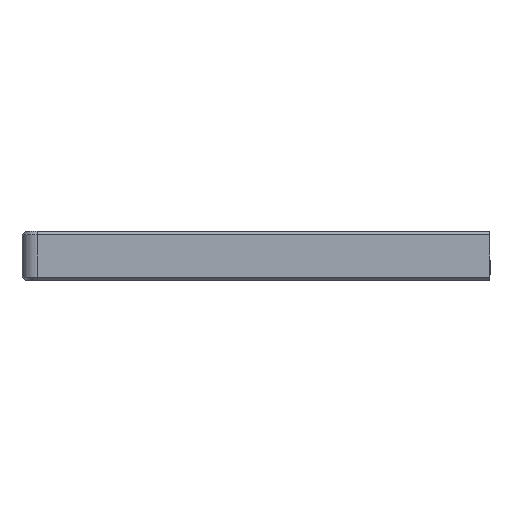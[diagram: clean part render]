
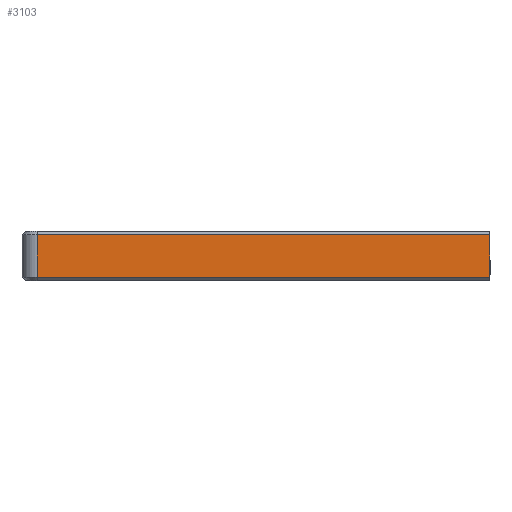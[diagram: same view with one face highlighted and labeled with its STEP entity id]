
A CAD part, front view. The second image highlights one B-rep face of the part: STEP entity #3103.
In plain terms, the highlighted planar face has unit normal (0, -1, 0).
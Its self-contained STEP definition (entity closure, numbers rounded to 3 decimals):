
#877 = CYLINDRICAL_SURFACE('',#878,4.);
#878 = AXIS2_PLACEMENT_3D('',#879,#880,#881);
#879 = CARTESIAN_POINT('',(-118.,-23.,0.));
#880 = DIRECTION('',(0.,0.,1.));
#881 = DIRECTION('',(-1.,0.,0.));
#984 = PLANE('',#985);
#985 = AXIS2_PLACEMENT_3D('',#986,#987,#988);
#986 = CARTESIAN_POINT('',(-118.,-26.5,0.5));
#987 = DIRECTION('',(0.,-0.707,-0.707));
#988 = DIRECTION('',(1.,0.,0.));
#1012 = PLANE('',#1013);
#1013 = AXIS2_PLACEMENT_3D('',#1014,#1015,#1016);
#1014 = CARTESIAN_POINT('',(0.,-27.,0.));
#1015 = DIRECTION('',(-1.,0.,0.));
#1016 = DIRECTION('',(0.,1.,0.));
#1771 = VERTEX_POINT('',#1772);
#1772 = CARTESIAN_POINT('',(-118.,-27.,1.));
#1794 = EDGE_CURVE('',#1771,#1795,#1797,.T.);
#1795 = VERTEX_POINT('',#1796);
#1796 = CARTESIAN_POINT('',(-118.,-27.,12.));
#1797 = SURFACE_CURVE('',#1798,(#1802,#1809),.PCURVE_S1.);
#1798 = LINE('',#1799,#1800);
#1799 = CARTESIAN_POINT('',(-118.,-27.,0.));
#1800 = VECTOR('',#1801,1.);
#1801 = DIRECTION('',(0.,0.,1.));
#1802 = PCURVE('',#877,#1803);
#1803 = DEFINITIONAL_REPRESENTATION('',(#1804),#1808);
#1804 = LINE('',#1805,#1806);
#1805 = CARTESIAN_POINT('',(1.571,0.));
#1806 = VECTOR('',#1807,1.);
#1807 = DIRECTION('',(0.,1.));
#1808 = ( GEOMETRIC_REPRESENTATION_CONTEXT(2) 
PARAMETRIC_REPRESENTATION_CONTEXT() REPRESENTATION_CONTEXT('2D SPACE',''
  ) );
#1809 = PCURVE('',#1810,#1815);
#1810 = PLANE('',#1811);
#1811 = AXIS2_PLACEMENT_3D('',#1812,#1813,#1814);
#1812 = CARTESIAN_POINT('',(-122.,-27.,0.));
#1813 = DIRECTION('',(0.,1.,0.));
#1814 = DIRECTION('',(1.,0.,0.));
#1815 = DEFINITIONAL_REPRESENTATION('',(#1816),#1820);
#1816 = LINE('',#1817,#1818);
#1817 = CARTESIAN_POINT('',(4.,0.));
#1818 = VECTOR('',#1819,1.);
#1819 = DIRECTION('',(0.,-1.));
#1820 = ( GEOMETRIC_REPRESENTATION_CONTEXT(2) 
PARAMETRIC_REPRESENTATION_CONTEXT() REPRESENTATION_CONTEXT('2D SPACE',''
  ) );
#2011 = VERTEX_POINT('',#2012);
#2012 = CARTESIAN_POINT('',(0.,-27.,1.));
#2033 = EDGE_CURVE('',#2011,#2034,#2036,.T.);
#2034 = VERTEX_POINT('',#2035);
#2035 = CARTESIAN_POINT('',(0.,-27.,12.));
#2036 = SURFACE_CURVE('',#2037,(#2041,#2048),.PCURVE_S1.);
#2037 = LINE('',#2038,#2039);
#2038 = CARTESIAN_POINT('',(0.,-27.,0.));
#2039 = VECTOR('',#2040,1.);
#2040 = DIRECTION('',(0.,0.,1.));
#2041 = PCURVE('',#1012,#2042);
#2042 = DEFINITIONAL_REPRESENTATION('',(#2043),#2047);
#2043 = LINE('',#2044,#2045);
#2044 = CARTESIAN_POINT('',(0.,0.));
#2045 = VECTOR('',#2046,1.);
#2046 = DIRECTION('',(0.,-1.));
#2047 = ( GEOMETRIC_REPRESENTATION_CONTEXT(2) 
PARAMETRIC_REPRESENTATION_CONTEXT() REPRESENTATION_CONTEXT('2D SPACE',''
  ) );
#2048 = PCURVE('',#1810,#2049);
#2049 = DEFINITIONAL_REPRESENTATION('',(#2050),#2054);
#2050 = LINE('',#2051,#2052);
#2051 = CARTESIAN_POINT('',(122.,0.));
#2052 = VECTOR('',#2053,1.);
#2053 = DIRECTION('',(0.,-1.));
#2054 = ( GEOMETRIC_REPRESENTATION_CONTEXT(2) 
PARAMETRIC_REPRESENTATION_CONTEXT() REPRESENTATION_CONTEXT('2D SPACE',''
  ) );
#2072 = PLANE('',#2073);
#2073 = AXIS2_PLACEMENT_3D('',#2074,#2075,#2076);
#2074 = CARTESIAN_POINT('',(-118.,-26.5,12.5));
#2075 = DIRECTION('',(0.,0.707,-0.707));
#2076 = DIRECTION('',(-1.,-0.,-0.));
#2222 = EDGE_CURVE('',#1771,#2011,#2223,.T.);
#2223 = SURFACE_CURVE('',#2224,(#2228,#2235),.PCURVE_S1.);
#2224 = LINE('',#2225,#2226);
#2225 = CARTESIAN_POINT('',(-118.,-27.,1.));
#2226 = VECTOR('',#2227,1.);
#2227 = DIRECTION('',(1.,0.,0.));
#2228 = PCURVE('',#984,#2229);
#2229 = DEFINITIONAL_REPRESENTATION('',(#2230),#2234);
#2230 = LINE('',#2231,#2232);
#2231 = CARTESIAN_POINT('',(0.,0.707));
#2232 = VECTOR('',#2233,1.);
#2233 = DIRECTION('',(1.,0.));
#2234 = ( GEOMETRIC_REPRESENTATION_CONTEXT(2) 
PARAMETRIC_REPRESENTATION_CONTEXT() REPRESENTATION_CONTEXT('2D SPACE',''
  ) );
#2235 = PCURVE('',#1810,#2236);
#2236 = DEFINITIONAL_REPRESENTATION('',(#2237),#2241);
#2237 = LINE('',#2238,#2239);
#2238 = CARTESIAN_POINT('',(4.,-1.));
#2239 = VECTOR('',#2240,1.);
#2240 = DIRECTION('',(1.,0.));
#2241 = ( GEOMETRIC_REPRESENTATION_CONTEXT(2) 
PARAMETRIC_REPRESENTATION_CONTEXT() REPRESENTATION_CONTEXT('2D SPACE',''
  ) );
#3103 = ADVANCED_FACE('',(#3104),#1810,.F.);
#3104 = FACE_BOUND('',#3105,.F.);
#3105 = EDGE_LOOP('',(#3106,#3107,#3128,#3129));
#3106 = ORIENTED_EDGE('',*,*,#1794,.T.);
#3107 = ORIENTED_EDGE('',*,*,#3108,.T.);
#3108 = EDGE_CURVE('',#1795,#2034,#3109,.T.);
#3109 = SURFACE_CURVE('',#3110,(#3114,#3121),.PCURVE_S1.);
#3110 = LINE('',#3111,#3112);
#3111 = CARTESIAN_POINT('',(-118.,-27.,12.));
#3112 = VECTOR('',#3113,1.);
#3113 = DIRECTION('',(1.,0.,0.));
#3114 = PCURVE('',#1810,#3115);
#3115 = DEFINITIONAL_REPRESENTATION('',(#3116),#3120);
#3116 = LINE('',#3117,#3118);
#3117 = CARTESIAN_POINT('',(4.,-12.));
#3118 = VECTOR('',#3119,1.);
#3119 = DIRECTION('',(1.,0.));
#3120 = ( GEOMETRIC_REPRESENTATION_CONTEXT(2) 
PARAMETRIC_REPRESENTATION_CONTEXT() REPRESENTATION_CONTEXT('2D SPACE',''
  ) );
#3121 = PCURVE('',#2072,#3122);
#3122 = DEFINITIONAL_REPRESENTATION('',(#3123),#3127);
#3123 = LINE('',#3124,#3125);
#3124 = CARTESIAN_POINT('',(-0.,-0.707));
#3125 = VECTOR('',#3126,1.);
#3126 = DIRECTION('',(-1.,0.));
#3127 = ( GEOMETRIC_REPRESENTATION_CONTEXT(2) 
PARAMETRIC_REPRESENTATION_CONTEXT() REPRESENTATION_CONTEXT('2D SPACE',''
  ) );
#3128 = ORIENTED_EDGE('',*,*,#2033,.F.);
#3129 = ORIENTED_EDGE('',*,*,#2222,.F.);
